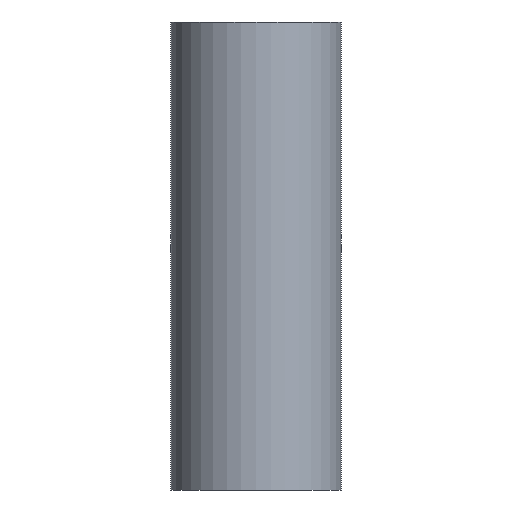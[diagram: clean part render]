
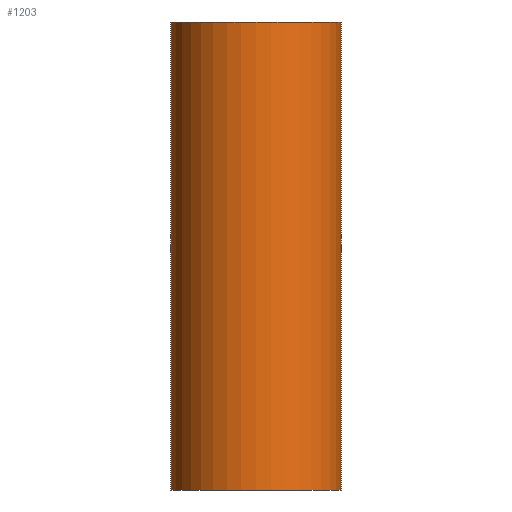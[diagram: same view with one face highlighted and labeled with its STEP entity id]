
A CAD part, front view. The second image highlights one B-rep face of the part: STEP entity #1203.
In plain terms, the highlighted cylindrical face has radius 10 mm (diameter 20 mm), a partial arc.
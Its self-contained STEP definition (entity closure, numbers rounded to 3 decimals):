
#165 = AXIS2_PLACEMENT_3D ( 'NONE', #554, #438, #1596 ) ;
#172 = FACE_OUTER_BOUND ( 'NONE', #302, .T. ) ;
#177 = EDGE_CURVE ( 'NONE', #212, #975, #1181, .T. ) ;
#184 = ORIENTED_EDGE ( 'NONE', *, *, #216, .T. ) ;
#212 = VERTEX_POINT ( 'NONE', #676 ) ;
#216 = EDGE_CURVE ( 'NONE', #347, #1573, #440, .T. ) ;
#223 = CIRCLE ( 'NONE', #1362, 10. ) ;
#224 = ORIENTED_EDGE ( 'NONE', *, *, #818, .T. ) ;
#278 = DIRECTION ( 'NONE',  ( 1., 0., 0. ) ) ;
#302 = EDGE_LOOP ( 'NONE', ( #575, #1399, #184, #224 ) ) ;
#347 = VERTEX_POINT ( 'NONE', #656 ) ;
#368 = AXIS2_PLACEMENT_3D ( 'NONE', #1685, #514, #1550 ) ;
#410 = CARTESIAN_POINT ( 'NONE',  ( 10., 0., 54.8 ) ) ;
#421 = CARTESIAN_POINT ( 'NONE',  ( 10., 0., 0. ) ) ;
#438 = DIRECTION ( 'NONE',  ( 0., 0., -1. ) ) ;
#440 = LINE ( 'NONE', #1007, #607 ) ;
#514 = DIRECTION ( 'NONE',  ( 0., 0., 1. ) ) ;
#554 = CARTESIAN_POINT ( 'NONE',  ( 0., 0., 54.8 ) ) ;
#575 = ORIENTED_EDGE ( 'NONE', *, *, #177, .F. ) ;
#607 = VECTOR ( 'NONE', #1151, 1000. ) ;
#656 = CARTESIAN_POINT ( 'NONE',  ( -10., 0., 54.8 ) ) ;
#676 = CARTESIAN_POINT ( 'NONE',  ( 10., 0., 54.8 ) ) ;
#818 = EDGE_CURVE ( 'NONE', #1573, #975, #1108, .T. ) ;
#960 = CARTESIAN_POINT ( 'NONE',  ( -10., 0., 0. ) ) ;
#975 = VERTEX_POINT ( 'NONE', #421 ) ;
#1007 = CARTESIAN_POINT ( 'NONE',  ( -10., 0., 54.8 ) ) ;
#1108 = CIRCLE ( 'NONE', #368, 10. ) ;
#1151 = DIRECTION ( 'NONE',  ( 0., 0., -1. ) ) ;
#1161 = CARTESIAN_POINT ( 'NONE',  ( 0., 0., 54.8 ) ) ;
#1173 = DIRECTION ( 'NONE',  ( 0., 0., 1. ) ) ;
#1181 = LINE ( 'NONE', #410, #1539 ) ;
#1203 = ADVANCED_FACE ( 'NONE', ( #172 ), #1207, .T. ) ;
#1207 = CYLINDRICAL_SURFACE ( 'NONE', #165, 10. ) ;
#1362 = AXIS2_PLACEMENT_3D ( 'NONE', #1161, #1173, #278 ) ;
#1399 = ORIENTED_EDGE ( 'NONE', *, *, #1410, .F. ) ;
#1410 = EDGE_CURVE ( 'NONE', #347, #212, #223, .T. ) ;
#1451 = DIRECTION ( 'NONE',  ( 0., 0., -1. ) ) ;
#1539 = VECTOR ( 'NONE', #1451, 1000. ) ;
#1550 = DIRECTION ( 'NONE',  ( 1., 0., 0. ) ) ;
#1573 = VERTEX_POINT ( 'NONE', #960 ) ;
#1596 = DIRECTION ( 'NONE',  ( -1., 0., 0. ) ) ;
#1685 = CARTESIAN_POINT ( 'NONE',  ( 0., 0., 0. ) ) ;
